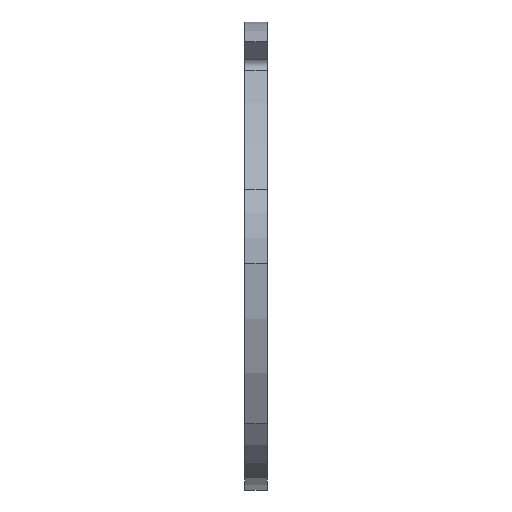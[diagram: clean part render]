
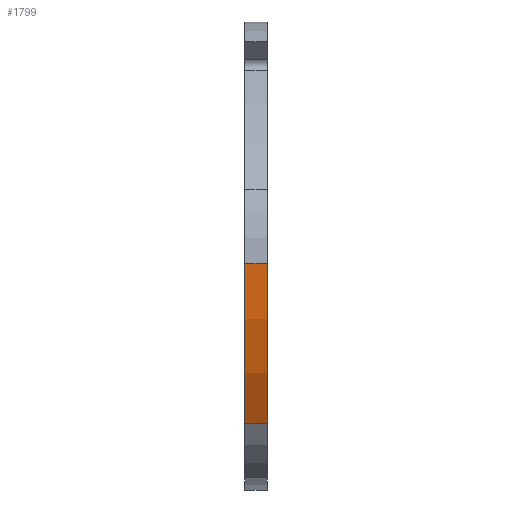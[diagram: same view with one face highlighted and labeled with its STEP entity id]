
A CAD part, front view. The second image highlights one B-rep face of the part: STEP entity #1799.
In plain terms, the highlighted cylindrical face has radius 90 mm (diameter 180 mm), a partial arc.
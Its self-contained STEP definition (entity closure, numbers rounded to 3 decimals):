
#225 = AXIS2_PLACEMENT_3D ( 'NONE', #2551, #2136, #275 ) ;
#275 = DIRECTION ( 'NONE',  ( 0., 0., -1. ) ) ;
#325 = CIRCLE ( 'NONE', #2552, 90. ) ;
#457 = CYLINDRICAL_SURFACE ( 'NONE', #225, 90. ) ;
#515 = EDGE_CURVE ( 'NONE', #1973, #1733, #1898, .T. ) ;
#516 = CIRCLE ( 'NONE', #1808, 90. ) ;
#717 = DIRECTION ( 'NONE',  ( 0., 0.866, -0.5 ) ) ;
#827 = VECTOR ( 'NONE', #2527, 1000. ) ;
#880 = CARTESIAN_POINT ( 'NONE',  ( -3., -58.983, -1.897 ) ) ;
#907 = EDGE_CURVE ( 'NONE', #1897, #2378, #2313, .T. ) ;
#1122 = CARTESIAN_POINT ( 'NONE',  ( 3., 31., -0.125 ) ) ;
#1294 = CARTESIAN_POINT ( 'NONE',  ( 3., -46.848, -45.288 ) ) ;
#1305 = VECTOR ( 'NONE', #1476, 1000. ) ;
#1344 = ORIENTED_EDGE ( 'NONE', *, *, #2498, .F. ) ;
#1398 = FACE_OUTER_BOUND ( 'NONE', #2187, .T. ) ;
#1476 = DIRECTION ( 'NONE',  ( -1., 0., 0. ) ) ;
#1484 = DIRECTION ( 'NONE',  ( 0., 0.866, -0.5 ) ) ;
#1567 = CARTESIAN_POINT ( 'NONE',  ( 3., -58.983, -1.897 ) ) ;
#1726 = CARTESIAN_POINT ( 'NONE',  ( -3., -46.848, -45.288 ) ) ;
#1733 = VERTEX_POINT ( 'NONE', #1294 ) ;
#1799 = ADVANCED_FACE ( 'NONE', ( #1398 ), #457, .T. ) ;
#1808 = AXIS2_PLACEMENT_3D ( 'NONE', #1122, #2160, #717 ) ;
#1892 = ORIENTED_EDGE ( 'NONE', *, *, #515, .T. ) ;
#1897 = VERTEX_POINT ( 'NONE', #1567 ) ;
#1898 = LINE ( 'NONE', #1726, #827 ) ;
#1973 = VERTEX_POINT ( 'NONE', #2199 ) ;
#2113 = DIRECTION ( 'NONE',  ( 1., 0., 0. ) ) ;
#2136 = DIRECTION ( 'NONE',  ( 1., 0., 0. ) ) ;
#2160 = DIRECTION ( 'NONE',  ( 1., 0., 0. ) ) ;
#2187 = EDGE_LOOP ( 'NONE', ( #1344, #2534, #2414, #1892 ) ) ;
#2199 = CARTESIAN_POINT ( 'NONE',  ( -3., -46.848, -45.288 ) ) ;
#2309 = CARTESIAN_POINT ( 'NONE',  ( 0., -58.983, -1.897 ) ) ;
#2313 = LINE ( 'NONE', #2309, #1305 ) ;
#2378 = VERTEX_POINT ( 'NONE', #880 ) ;
#2386 = EDGE_CURVE ( 'NONE', #2378, #1973, #325, .T. ) ;
#2414 = ORIENTED_EDGE ( 'NONE', *, *, #2386, .T. ) ;
#2498 = EDGE_CURVE ( 'NONE', #1897, #1733, #516, .T. ) ;
#2512 = CARTESIAN_POINT ( 'NONE',  ( -3., 31., -0.125 ) ) ;
#2527 = DIRECTION ( 'NONE',  ( 1., 0., 0. ) ) ;
#2534 = ORIENTED_EDGE ( 'NONE', *, *, #907, .T. ) ;
#2551 = CARTESIAN_POINT ( 'NONE',  ( -3., 31., -0.125 ) ) ;
#2552 = AXIS2_PLACEMENT_3D ( 'NONE', #2512, #2113, #1484 ) ;
